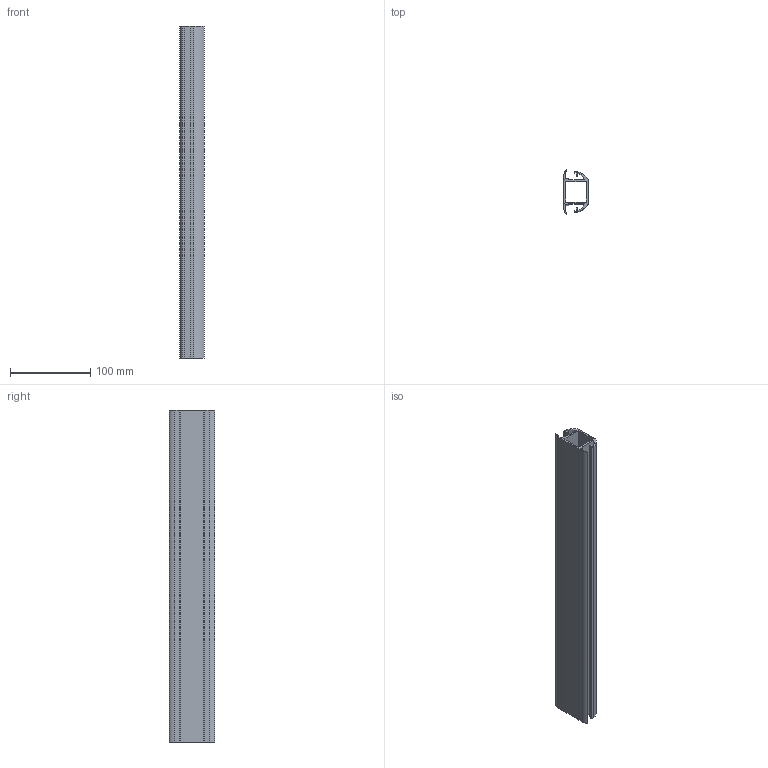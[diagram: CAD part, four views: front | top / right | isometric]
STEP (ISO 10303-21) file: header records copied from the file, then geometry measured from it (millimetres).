
FILE_DESCRIPTION(/* description */ ('PROFILO X PROTEZIONI '),/* implementation_level */ '2;1');
FILE_NAME(/* name */ 'DAAPR0000917.stp',/* time_stamp */ '2022-07-06T16:43:24+02:00',/* author */ ('tecnico7'),/* organization */ (''),/* preprocessor_version */ 'ST-DEVELOPER v18.1',/* originating_system */ 'Autodesk Inventor 2022',/* authorisation */ '');
FILE_SCHEMA (('AUTOMOTIVE_DESIGN { 1 0 10303 214 3 1 1 }'));
Length unit declared in the file: millimetre
Products named in the file (1): Parte1-01-XB25532E-Profilo a 2VL
Bounding box: 30 x 56 x 413 mm (x, y, z)
Volume: 156545.6 mm3; surface area: 148788.7 mm2
Topology: 1 solids, 1 shells, 48 faces, 138 edges, 92 vertices
Faces by surface type: plane 38, cylinder 10
Entity records: 1609 total; most frequent: CARTESIAN_POINT 279, ORIENTED_EDGE 276, DIRECTION 256, EDGE_CURVE 138, LINE 118, VECTOR 118, VERTEX_POINT 92, AXIS2_PLACEMENT_3D 69
